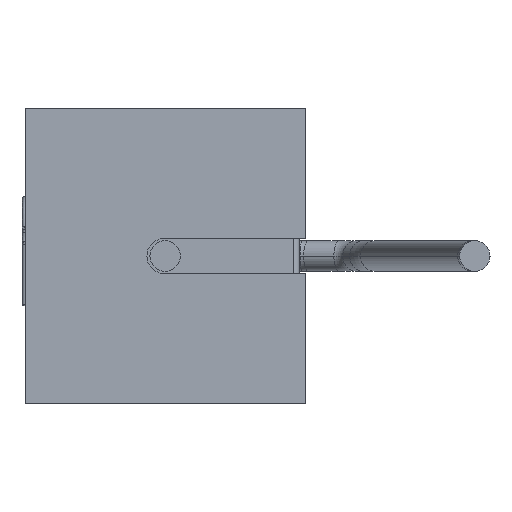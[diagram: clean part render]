
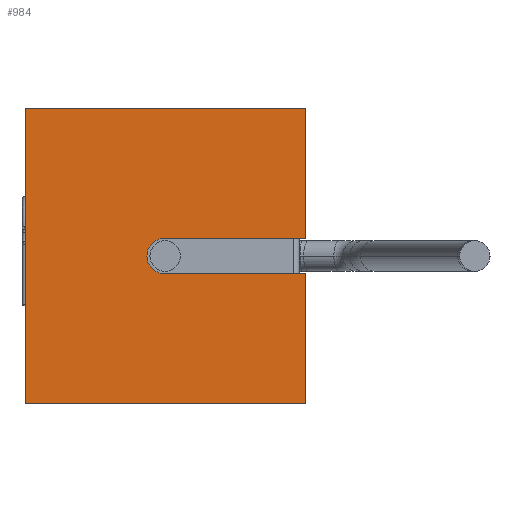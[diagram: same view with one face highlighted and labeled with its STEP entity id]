
A CAD part, left-side view. The second image highlights one B-rep face of the part: STEP entity #984.
In plain terms, the highlighted planar face has unit normal (-1, 0, 0).
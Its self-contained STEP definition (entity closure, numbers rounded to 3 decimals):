
#37 = VERTEX_POINT ( 'NONE', #6890 ) ;
#113 = CIRCLE ( 'NONE', #6689, 0.58 ) ;
#426 = LINE ( 'NONE', #5773, #7485 ) ;
#473 = ORIENTED_EDGE ( 'NONE', *, *, #516, .F. ) ;
#516 = EDGE_CURVE ( 'NONE', #4489, #5670, #7558, .T. ) ;
#558 = DIRECTION ( 'NONE',  ( 0., 0., -1. ) ) ;
#565 = ORIENTED_EDGE ( 'NONE', *, *, #6993, .F. ) ;
#646 = CARTESIAN_POINT ( 'NONE',  ( -11.1, 4.62, -0.58 ) ) ;
#984 = ADVANCED_FACE ( 'NONE', ( #4582 ), #6551, .F. ) ;
#1149 = CARTESIAN_POINT ( 'NONE',  ( -11.1, 9.2, -4.85 ) ) ;
#1293 = VERTEX_POINT ( 'NONE', #1149 ) ;
#1295 = CARTESIAN_POINT ( 'NONE',  ( -11.1, 9.2, -4.85 ) ) ;
#1775 = EDGE_CURVE ( 'NONE', #6471, #7190, #4019, .T. ) ;
#1820 = CARTESIAN_POINT ( 'NONE',  ( -11.1, 4.62, 0.58 ) ) ;
#1976 = LINE ( 'NONE', #7931, #8004 ) ;
#2284 = CARTESIAN_POINT ( 'NONE',  ( -11.1, 9.2, -4.85 ) ) ;
#2438 = LINE ( 'NONE', #8445, #8051 ) ;
#2447 = VECTOR ( 'NONE', #7866, 1000. ) ;
#2520 = ORIENTED_EDGE ( 'NONE', *, *, #3675, .F. ) ;
#2566 = DIRECTION ( 'NONE',  ( 1., 0., 0. ) ) ;
#2789 = DIRECTION ( 'NONE',  ( 0., 0., 1. ) ) ;
#2845 = CARTESIAN_POINT ( 'NONE',  ( -11.1, 4.62, 0. ) ) ;
#2977 = CARTESIAN_POINT ( 'NONE',  ( -11.1, 0., -0.58 ) ) ;
#3067 = CARTESIAN_POINT ( 'NONE',  ( -11.1, 0., 0.58 ) ) ;
#3362 = CARTESIAN_POINT ( 'NONE',  ( -11.1, 0., -4.85 ) ) ;
#3496 = VECTOR ( 'NONE', #2789, 1000. ) ;
#3675 = EDGE_CURVE ( 'NONE', #7790, #37, #1976, .T. ) ;
#3837 = ORIENTED_EDGE ( 'NONE', *, *, #5183, .T. ) ;
#3898 = VECTOR ( 'NONE', #4491, 1000. ) ;
#3921 = DIRECTION ( 'NONE',  ( 0., -1., 0. ) ) ;
#3942 = ORIENTED_EDGE ( 'NONE', *, *, #1775, .T. ) ;
#4019 = LINE ( 'NONE', #3362, #3496 ) ;
#4489 = VERTEX_POINT ( 'NONE', #3067 ) ;
#4491 = DIRECTION ( 'NONE',  ( 0., 1., 0. ) ) ;
#4582 = FACE_OUTER_BOUND ( 'NONE', #4866, .T. ) ;
#4614 = DIRECTION ( 'NONE',  ( 0., -1., 0. ) ) ;
#4851 = ORIENTED_EDGE ( 'NONE', *, *, #5065, .T. ) ;
#4866 = EDGE_LOOP ( 'NONE', ( #565, #473, #4851, #2520, #6937, #3837, #3942, #6030 ) ) ;
#4921 = LINE ( 'NONE', #2284, #5995 ) ;
#5065 = EDGE_CURVE ( 'NONE', #4489, #37, #2438, .T. ) ;
#5066 = DIRECTION ( 'NONE',  ( 0., 0., 1. ) ) ;
#5124 = DIRECTION ( 'NONE',  ( 0., 0., 1. ) ) ;
#5183 = EDGE_CURVE ( 'NONE', #1293, #6471, #426, .T. ) ;
#5527 = DIRECTION ( 'NONE',  ( -1., 0., 0. ) ) ;
#5670 = VERTEX_POINT ( 'NONE', #6421 ) ;
#5773 = CARTESIAN_POINT ( 'NONE',  ( -11.1, 9.2, -4.85 ) ) ;
#5995 = VECTOR ( 'NONE', #5066, 1000. ) ;
#6030 = ORIENTED_EDGE ( 'NONE', *, *, #8309, .F. ) ;
#6053 = DIRECTION ( 'NONE',  ( 0., 0., 1. ) ) ;
#6203 = CARTESIAN_POINT ( 'NONE',  ( -11.1, 4.62, -0.58 ) ) ;
#6327 = CARTESIAN_POINT ( 'NONE',  ( -11.1, 9.2, 4.85 ) ) ;
#6421 = CARTESIAN_POINT ( 'NONE',  ( -11.1, 4.62, 0.58 ) ) ;
#6471 = VERTEX_POINT ( 'NONE', #8017 ) ;
#6551 = PLANE ( 'NONE',  #8092 ) ;
#6689 = AXIS2_PLACEMENT_3D ( 'NONE', #2845, #5527, #6053 ) ;
#6890 = CARTESIAN_POINT ( 'NONE',  ( -11.1, 0., 4.85 ) ) ;
#6937 = ORIENTED_EDGE ( 'NONE', *, *, #7091, .F. ) ;
#6993 = EDGE_CURVE ( 'NONE', #5670, #7588, #113, .T. ) ;
#7091 = EDGE_CURVE ( 'NONE', #1293, #7790, #4921, .T. ) ;
#7190 = VERTEX_POINT ( 'NONE', #2977 ) ;
#7485 = VECTOR ( 'NONE', #3921, 1000. ) ;
#7558 = LINE ( 'NONE', #1820, #3898 ) ;
#7588 = VERTEX_POINT ( 'NONE', #6203 ) ;
#7790 = VERTEX_POINT ( 'NONE', #6327 ) ;
#7866 = DIRECTION ( 'NONE',  ( 0., -1., 0. ) ) ;
#7931 = CARTESIAN_POINT ( 'NONE',  ( -11.1, 9.2, 4.85 ) ) ;
#8004 = VECTOR ( 'NONE', #4614, 1000. ) ;
#8017 = CARTESIAN_POINT ( 'NONE',  ( -11.1, 0., -4.85 ) ) ;
#8051 = VECTOR ( 'NONE', #5124, 1000. ) ;
#8092 = AXIS2_PLACEMENT_3D ( 'NONE', #1295, #2566, #558 ) ;
#8309 = EDGE_CURVE ( 'NONE', #7588, #7190, #8665, .T. ) ;
#8445 = CARTESIAN_POINT ( 'NONE',  ( -11.1, 0., -4.85 ) ) ;
#8665 = LINE ( 'NONE', #646, #2447 ) ;
